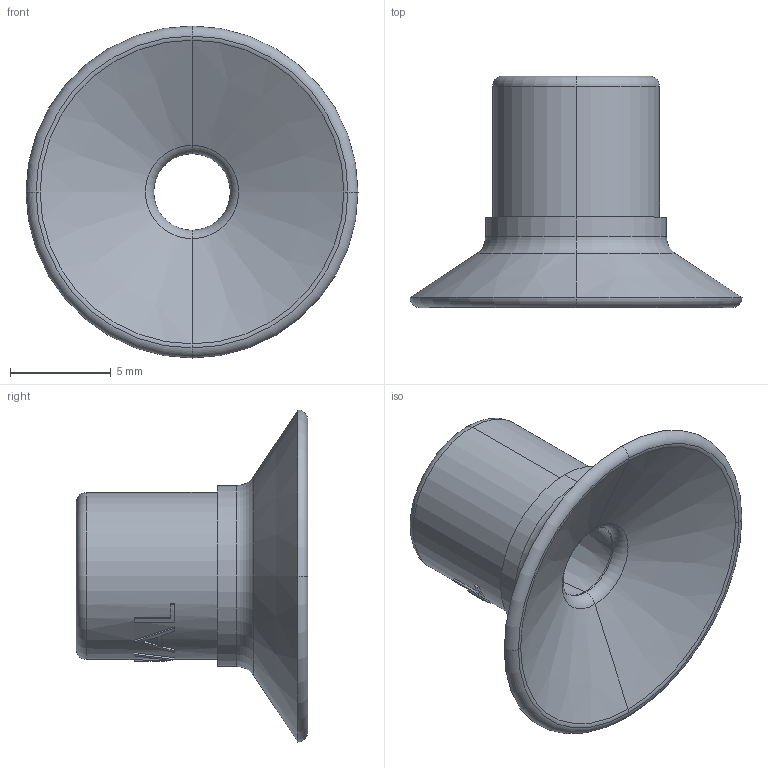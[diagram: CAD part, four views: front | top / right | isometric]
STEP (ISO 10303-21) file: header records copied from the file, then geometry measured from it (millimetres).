
FILE_DESCRIPTION(('STEP AP214'),'1');
FILE_NAME('COVAL_VPU15NBR.stp','2017-12-27T18:38:33',('TraceParts'),('TraceParts S.A.'),'Spatial InterOp 3D',' ',' ');
FILE_SCHEMA(('automotive_design'));
Length unit declared in the file: millimetre
Products named in the file (1): COVAL_VPU15NBR
Bounding box: 16.5 x 11.5 x 16.5 mm (x, y, z)
Volume: 578 mm3; surface area: 812.5 mm2
Topology: 1 solids, 1 shells, 82 faces, 199 edges, 126 vertices
Faces by surface type: bspline 29, plane 17, torus 16, cylinder 14, cone 6
Entity records: 6733 total; most frequent: CARTESIAN_POINT 4347, ORIENTED_EDGE 398, DIRECTION 286, EDGE_CURVE 199, AXIS2_PLACEMENT_3D 130, VERTEX_POINT 126, B_SPLINE_CURVE_WITH_KNOTS 97, EDGE_LOOP 91
